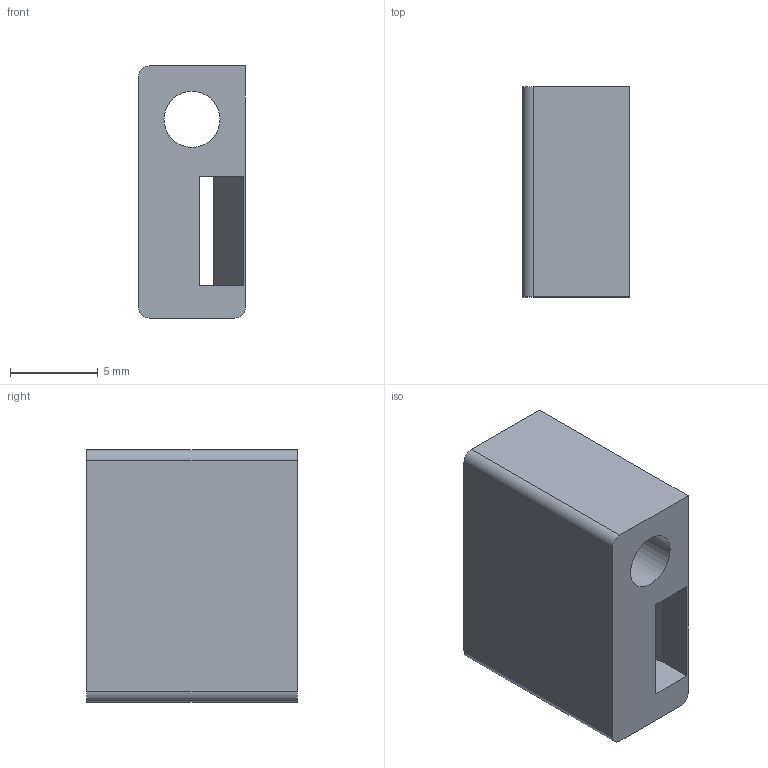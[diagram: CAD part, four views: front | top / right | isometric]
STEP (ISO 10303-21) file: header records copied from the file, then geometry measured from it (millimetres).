
FILE_DESCRIPTION(('FreeCAD Model'),'2;1');
FILE_NAME('Open CASCADE Shape Model','2025-03-20T19:47:55',(''),(''), 'Open CASCADE STEP processor 7.8','FreeCAD','Unknown');
FILE_SCHEMA(('AUTOMOTIVE_DESIGN { 1 0 10303 214 1 1 1 1 }'));
Length unit declared in the file: millimetre
Products named in the file (1): правый
Bounding box: 6.1 x 12 x 14.4 mm (x, y, z)
Volume: 767.3 mm3; surface area: 943.8 mm2
Topology: 1 solids, 1 shells, 20 faces, 54 edges, 36 vertices
Faces by surface type: plane 14, cylinder 6
Full cylindrical faces by diameter (mm): 3.2 x1
Entity records: 659 total; most frequent: CARTESIAN_POINT 112, ORIENTED_EDGE 108, DIRECTION 107, EDGE_CURVE 54, LINE 41, VECTOR 41, VERTEX_POINT 36, AXIS2_PLACEMENT_3D 33
